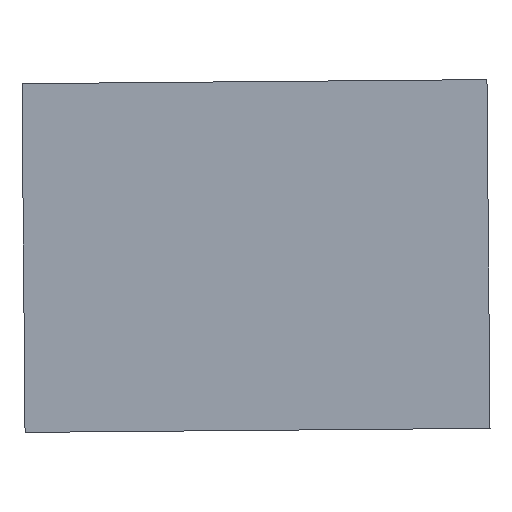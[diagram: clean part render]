
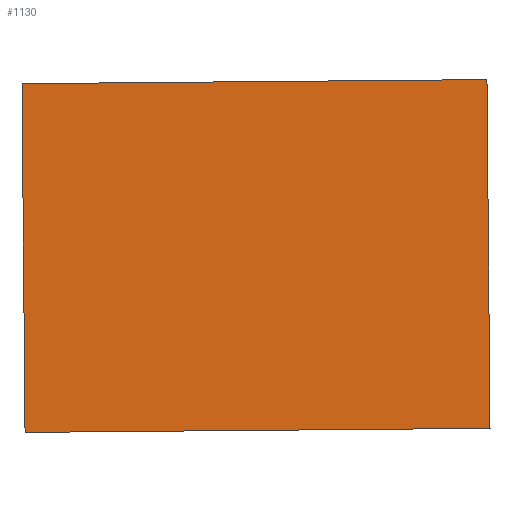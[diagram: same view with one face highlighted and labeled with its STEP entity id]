
A CAD part, left-side view. The second image highlights one B-rep face of the part: STEP entity #1130.
In plain terms, the highlighted planar face has unit normal (-1, 0, 0).
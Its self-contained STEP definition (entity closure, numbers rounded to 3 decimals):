
#28 = ORIENTED_EDGE ( 'NONE', *, *, #1326, .T. ) ;
#61 = CARTESIAN_POINT ( 'NONE',  ( -11., 4.006, 2.985 ) ) ;
#72 = LINE ( 'NONE', #823, #1533 ) ;
#227 = DIRECTION ( 'NONE',  ( 0., -1., 0.009 ) ) ;
#250 = CARTESIAN_POINT ( 'NONE',  ( -11., 3.954, -3.015 ) ) ;
#288 = LINE ( 'NONE', #1503, #929 ) ;
#311 = EDGE_LOOP ( 'NONE', ( #28, #890, #1810, #1090 ) ) ;
#335 = DIRECTION ( 'NONE',  ( 0., -0.009, -1. ) ) ;
#349 = DIRECTION ( 'NONE',  ( 0., 1., -0.009 ) ) ;
#391 = EDGE_CURVE ( 'NONE', #1515, #1660, #944, .T. ) ;
#425 = AXIS2_PLACEMENT_3D ( 'NONE', #1219, #751, #437 ) ;
#437 = DIRECTION ( 'NONE',  ( 0., -1., 0.009 ) ) ;
#489 = VECTOR ( 'NONE', #1270, 1000. ) ;
#538 = LINE ( 'NONE', #250, #769 ) ;
#690 = EDGE_CURVE ( 'NONE', #1052, #1515, #538, .T. ) ;
#751 = DIRECTION ( 'NONE',  ( -1., 0., 0. ) ) ;
#769 = VECTOR ( 'NONE', #227, 1000. ) ;
#823 = CARTESIAN_POINT ( 'NONE',  ( -11., 4.006, 2.985 ) ) ;
#890 = ORIENTED_EDGE ( 'NONE', *, *, #690, .T. ) ;
#897 = FACE_OUTER_BOUND ( 'NONE', #311, .T. ) ;
#908 = PLANE ( 'NONE',  #425 ) ;
#929 = VECTOR ( 'NONE', #349, 1000. ) ;
#944 = LINE ( 'NONE', #1865, #489 ) ;
#1052 = VERTEX_POINT ( 'NONE', #1662 ) ;
#1090 = ORIENTED_EDGE ( 'NONE', *, *, #1826, .T. ) ;
#1130 = ADVANCED_FACE ( 'NONE', ( #897 ), #908, .T. ) ;
#1154 = CARTESIAN_POINT ( 'NONE',  ( -11., -4.046, -2.945 ) ) ;
#1217 = VERTEX_POINT ( 'NONE', #61 ) ;
#1219 = CARTESIAN_POINT ( 'NONE',  ( -11., -0.02, 0.02 ) ) ;
#1270 = DIRECTION ( 'NONE',  ( 0., 0.009, 1. ) ) ;
#1326 = EDGE_CURVE ( 'NONE', #1217, #1052, #72, .T. ) ;
#1503 = CARTESIAN_POINT ( 'NONE',  ( -11., 4.006, 2.985 ) ) ;
#1515 = VERTEX_POINT ( 'NONE', #1154 ) ;
#1533 = VECTOR ( 'NONE', #335, 1000. ) ;
#1660 = VERTEX_POINT ( 'NONE', #1682 ) ;
#1662 = CARTESIAN_POINT ( 'NONE',  ( -11., 3.954, -3.015 ) ) ;
#1682 = CARTESIAN_POINT ( 'NONE',  ( -11., -3.994, 3.055 ) ) ;
#1810 = ORIENTED_EDGE ( 'NONE', *, *, #391, .T. ) ;
#1826 = EDGE_CURVE ( 'NONE', #1660, #1217, #288, .T. ) ;
#1865 = CARTESIAN_POINT ( 'NONE',  ( -11., -3.994, 3.055 ) ) ;
